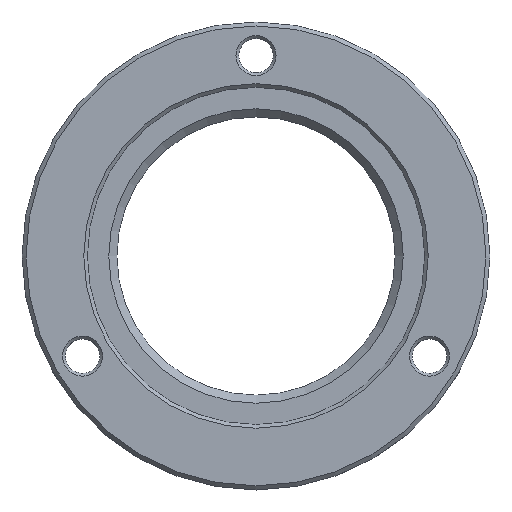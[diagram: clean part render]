
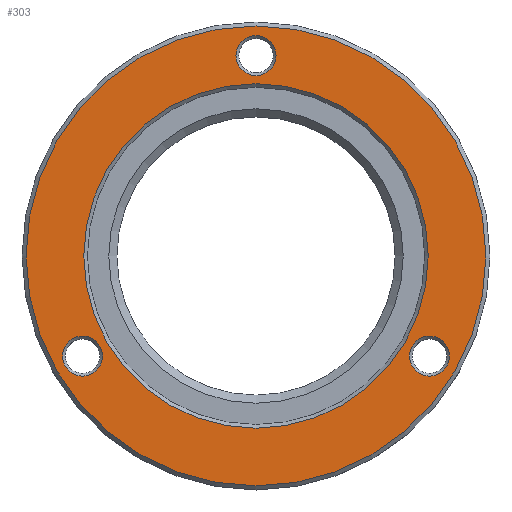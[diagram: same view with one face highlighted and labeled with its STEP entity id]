
A CAD part, top view. The second image highlights one B-rep face of the part: STEP entity #303.
In plain terms, the highlighted planar face has unit normal (0, 0, 1).
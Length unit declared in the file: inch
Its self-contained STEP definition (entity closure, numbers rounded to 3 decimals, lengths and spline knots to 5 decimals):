
#239=CARTESIAN_POINT('',(0.91603,-0.4134,0.1805));
#240=VERTEX_POINT('',#239);
#241=CARTESIAN_POINT('',(0.86603,-0.5,0.1805));
#242=DIRECTION('',(0.,0.,1.0));
#243=DIRECTION('',(-0.5,-0.866,0.));
#244=AXIS2_PLACEMENT_3D('',#241,#242,#243);
#245=CIRCLE('',#244,0.1);
#246=EDGE_CURVE('',#240,#240,#245,.T.);
#251=CARTESIAN_POINT('',(0.0,1.004,0.1805));
#252=DIRECTION('',(0.0,0.0,1.0));
#253=DIRECTION('',(1.0,0.0,0.0));
#254=AXIS2_PLACEMENT_3D('',#251,#252,#253);
#255=PLANE('',#254);
#256=CARTESIAN_POINT('',(0.0,1.148,0.1805));
#257=VERTEX_POINT('',#256);
#258=CARTESIAN_POINT('',(0.0,0.0,0.1805));
#259=DIRECTION('',(0.0,0.0,-1.0));
#260=DIRECTION('',(0.0,1.0,0.0));
#261=AXIS2_PLACEMENT_3D('',#258,#259,#260);
#262=CIRCLE('',#261,1.148);
#263=EDGE_CURVE('',#257,#257,#262,.T.);
#264=ORIENTED_EDGE('',*,*,#263,.F.);
#265=EDGE_LOOP('',(#264));
#266=FACE_OUTER_BOUND('',#265,.T.);
#267=CARTESIAN_POINT('',(-0.81603,-0.5866,0.1805));
#268=VERTEX_POINT('',#267);
#269=CARTESIAN_POINT('',(-0.86603,-0.5,0.1805));
#270=DIRECTION('',(0.,0.,1.0));
#271=DIRECTION('',(-0.5,0.866,0.));
#272=AXIS2_PLACEMENT_3D('',#269,#270,#271);
#273=CIRCLE('',#272,0.1);
#274=EDGE_CURVE('',#268,#268,#273,.T.);
#275=ORIENTED_EDGE('',*,*,#274,.F.);
#276=EDGE_LOOP('',(#275));
#277=FACE_BOUND('',#276,.T.);
#278=CARTESIAN_POINT('',(0.0,0.86,0.1805));
#279=VERTEX_POINT('',#278);
#280=CARTESIAN_POINT('',(0.0,0.0,0.1805));
#281=DIRECTION('',(0.0,0.0,-1.0));
#282=DIRECTION('',(0.0,1.0,0.0));
#283=AXIS2_PLACEMENT_3D('',#280,#281,#282);
#284=CIRCLE('',#283,0.86);
#285=EDGE_CURVE('',#279,#279,#284,.T.);
#286=ORIENTED_EDGE('',*,*,#285,.T.);
#287=EDGE_LOOP('',(#286));
#288=FACE_BOUND('',#287,.T.);
#289=CARTESIAN_POINT('',(-0.1,1.,0.1805));
#290=VERTEX_POINT('',#289);
#291=CARTESIAN_POINT('',(0.0,1.0,0.1805));
#292=DIRECTION('',(0.0,0.0,1.0));
#293=DIRECTION('',(1.0,0.0,0.0));
#294=AXIS2_PLACEMENT_3D('',#291,#292,#293);
#295=CIRCLE('',#294,0.1);
#296=EDGE_CURVE('',#290,#290,#295,.T.);
#297=ORIENTED_EDGE('',*,*,#296,.F.);
#298=EDGE_LOOP('',(#297));
#299=FACE_BOUND('',#298,.T.);
#300=ORIENTED_EDGE('',*,*,#246,.F.);
#301=EDGE_LOOP('',(#300));
#302=FACE_BOUND('',#301,.T.);
#303=ADVANCED_FACE('',(#266,#277,#288,#299,#302),#255,.T.);
